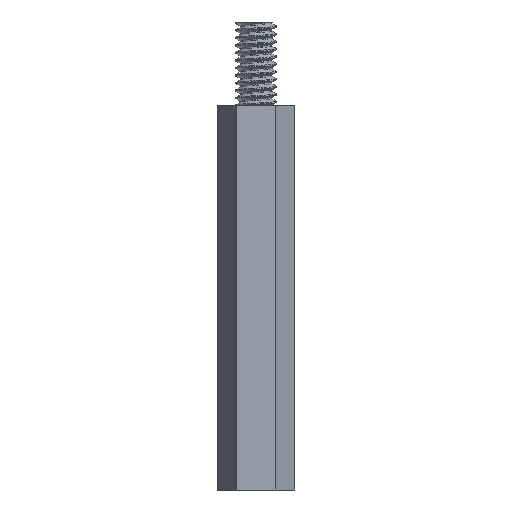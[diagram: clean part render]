
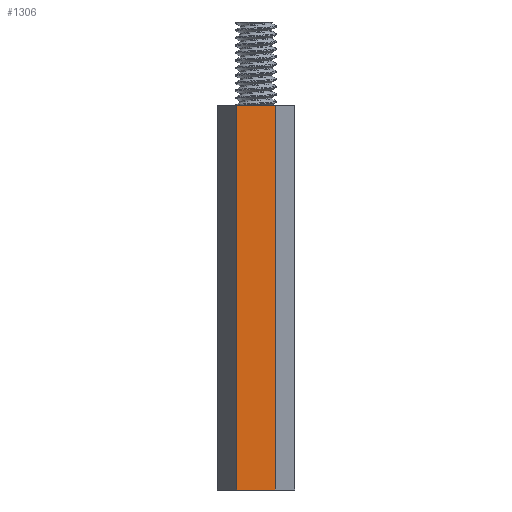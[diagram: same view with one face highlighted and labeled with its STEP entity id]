
A CAD part, left-side view. The second image highlights one B-rep face of the part: STEP entity #1306.
In plain terms, the highlighted planar face has unit normal (-1, 0, 0).
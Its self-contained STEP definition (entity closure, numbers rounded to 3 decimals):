
#21=PLANE('',#1395);
#96=FACE_OUTER_BOUND('',#167,.T.);
#167=EDGE_LOOP('',(#1148,#1149,#1150,#1151));
#364=LINE('',#5715,#435);
#365=LINE('',#5718,#436);
#366=LINE('',#5720,#437);
#367=LINE('',#5721,#438);
#435=VECTOR('',#1600,10.);
#436=VECTOR('',#1603,10.);
#437=VECTOR('',#1604,10.);
#438=VECTOR('',#1605,10.);
#573=VERTEX_POINT('',#5711);
#574=VERTEX_POINT('',#5713);
#575=VERTEX_POINT('',#5717);
#576=VERTEX_POINT('',#5719);
#770=EDGE_CURVE('',#573,#574,#364,.T.);
#771=EDGE_CURVE('',#575,#573,#365,.T.);
#772=EDGE_CURVE('',#576,#574,#366,.T.);
#773=EDGE_CURVE('',#575,#576,#367,.T.);
#1148=ORIENTED_EDGE('',*,*,#771,.T.);
#1149=ORIENTED_EDGE('',*,*,#770,.T.);
#1150=ORIENTED_EDGE('',*,*,#772,.F.);
#1151=ORIENTED_EDGE('',*,*,#773,.F.);
#1306=ADVANCED_FACE('',(#96),#21,.T.);
#1395=AXIS2_PLACEMENT_3D('',#5716,#1601,#1602);
#1600=DIRECTION('',(0.,0.,1.));
#1601=DIRECTION('center_axis',(-1.,0.,0.));
#1602=DIRECTION('ref_axis',(0.,-1.,0.));
#1603=DIRECTION('',(0.,-1.,0.));
#1604=DIRECTION('',(0.,-1.,0.));
#1605=DIRECTION('',(0.,0.,1.));
#5711=CARTESIAN_POINT('',(-2.,-1.155,0.));
#5713=CARTESIAN_POINT('',(-2.,-1.155,23.));
#5715=CARTESIAN_POINT('',(-2.,-1.155,0.));
#5716=CARTESIAN_POINT('Origin',(-2.,1.155,0.));
#5717=CARTESIAN_POINT('',(-2.,1.155,0.));
#5718=CARTESIAN_POINT('',(-2.,1.155,0.));
#5719=CARTESIAN_POINT('',(-2.,1.155,23.));
#5720=CARTESIAN_POINT('',(-2.,1.155,23.));
#5721=CARTESIAN_POINT('',(-2.,1.155,0.));
